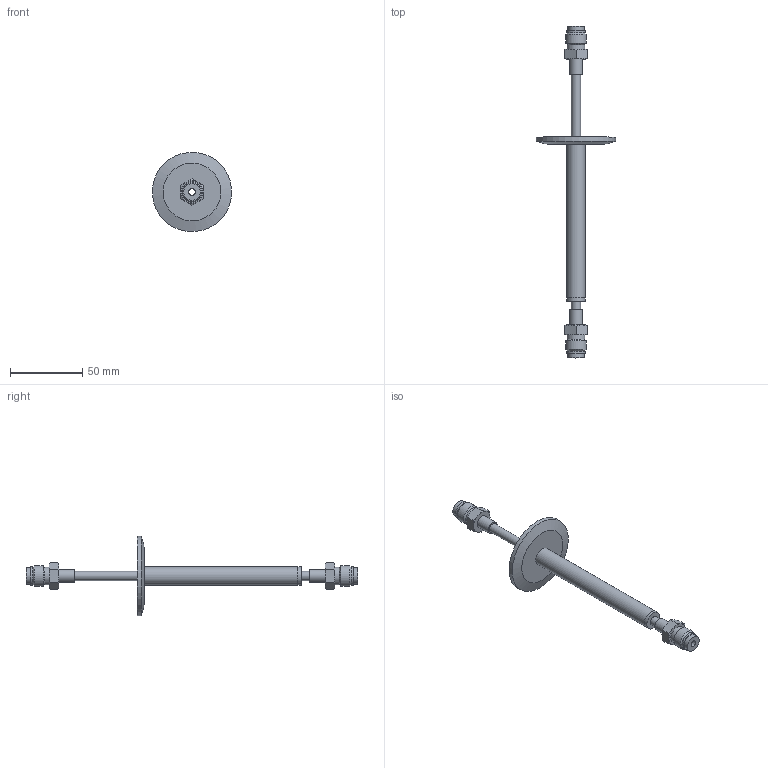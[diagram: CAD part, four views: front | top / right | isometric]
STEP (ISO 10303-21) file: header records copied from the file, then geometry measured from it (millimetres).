
FILE_DESCRIPTION(/* description */ (''),/* implementation_level */ '2;1');
FILE_NAME(/* name */ 'FL-LNF1V-40KF.stp',/* time_stamp */ '2019-05-31T10:20:41+01:00',/* author */ ('Paul'),/* organization */ (''),/* preprocessor_version */ 'ST-DEVELOPER v18',/* originating_system */ 'Autodesk Inventor 2020',/* authorisation */ '');
FILE_SCHEMA (('AUTOMOTIVE_DESIGN { 1 0 10303 214 3 1 1 }'));
Length unit declared in the file: millimetre
Products named in the file (9): FL-LNF1S-16CF; FL-LNF1-40KF; tube assy for KF long; washer; big tube long for KF; small tube; FL-40KF; RM-SS-4-VCR-3; RM-SS-4-VCR-4
Assembly tree (10 placements, depth 4):
  FL-LNF1S-16CF
    FL-LNF1-40KF
      tube assy for KF long
        washer
        big tube long for KF
        small tube
      FL-40KF
    RM-SS-4-VCR-3  x2
    RM-SS-4-VCR-4  x2
Bounding box: 54.88 x 230.12 x 54.88 mm (x, y, z)
Volume: 20669.3 mm3; surface area: 27141.6 mm2
Topology: 8 solids, 8 shells, 93 faces, 207 edges, 140 vertices
Faces by surface type: plane 38, cone 29, cylinder 26
Full cylindrical faces by diameter (mm): 4.572 x2, 4.76 x1, 6.35 x4, 8.89 x2, 9.144 x2, 10.9 x2, 11.43 x2, 12.192 x2, 12.7 x5, 14.287 x2, 41.2 x1, 55 x1
Entity records: 1977 total; most frequent: CARTESIAN_POINT 329, DIRECTION 321, ORIENTED_EDGE 244, AXIS2_PLACEMENT_3D 147, EDGE_CURVE 122, VERTEX_POINT 83, EDGE_LOOP 75, CIRCLE 71
